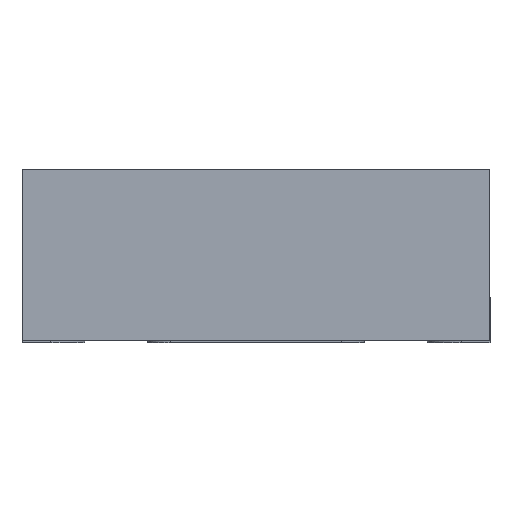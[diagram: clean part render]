
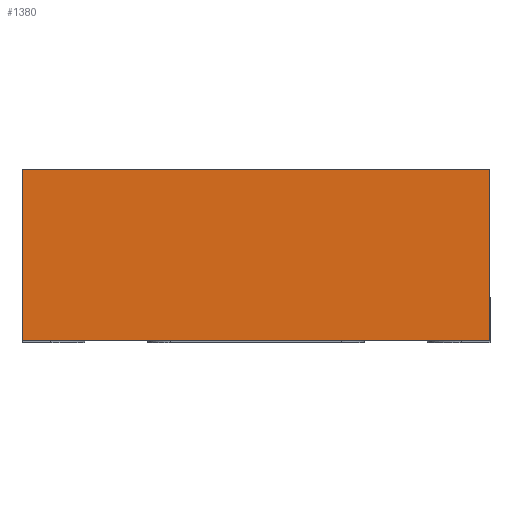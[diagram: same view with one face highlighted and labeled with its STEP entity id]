
A CAD part, front view. The second image highlights one B-rep face of the part: STEP entity #1380.
In plain terms, the highlighted planar face has unit normal (0, -1, 0).
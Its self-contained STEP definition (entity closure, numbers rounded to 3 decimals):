
#423 = VERTEX_POINT('',#424);
#424 = CARTESIAN_POINT('',(1.025,-1.025,0.01));
#430 = EDGE_CURVE('',#423,#431,#433,.T.);
#431 = VERTEX_POINT('',#432);
#432 = CARTESIAN_POINT('',(-1.025,-1.025,0.01));
#433 = LINE('',#434,#435);
#434 = CARTESIAN_POINT('',(0.,-1.025,0.01));
#435 = VECTOR('',#436,1.);
#436 = DIRECTION('',(-1.,0.,0.));
#1380 = ADVANCED_FACE('',(#1381),#1406,.F.);
#1381 = FACE_BOUND('',#1382,.T.);
#1382 = EDGE_LOOP('',(#1383,#1391,#1399,#1405));
#1383 = ORIENTED_EDGE('',*,*,#1384,.T.);
#1384 = EDGE_CURVE('',#423,#1385,#1387,.T.);
#1385 = VERTEX_POINT('',#1386);
#1386 = CARTESIAN_POINT('',(1.025,-1.025,0.76));
#1387 = LINE('',#1388,#1389);
#1388 = CARTESIAN_POINT('',(1.025,-1.025,0.385));
#1389 = VECTOR('',#1390,1.);
#1390 = DIRECTION('',(0.,0.,1.));
#1391 = ORIENTED_EDGE('',*,*,#1392,.F.);
#1392 = EDGE_CURVE('',#1393,#1385,#1395,.T.);
#1393 = VERTEX_POINT('',#1394);
#1394 = CARTESIAN_POINT('',(-1.025,-1.025,0.76));
#1395 = LINE('',#1396,#1397);
#1396 = CARTESIAN_POINT('',(0.,-1.025,0.76));
#1397 = VECTOR('',#1398,1.);
#1398 = DIRECTION('',(1.,0.,0.));
#1399 = ORIENTED_EDGE('',*,*,#1400,.T.);
#1400 = EDGE_CURVE('',#1393,#431,#1401,.T.);
#1401 = LINE('',#1402,#1403);
#1402 = CARTESIAN_POINT('',(-1.025,-1.025,0.385));
#1403 = VECTOR('',#1404,1.);
#1404 = DIRECTION('',(0.,0.,-1.));
#1405 = ORIENTED_EDGE('',*,*,#430,.F.);
#1406 = PLANE('',#1407);
#1407 = AXIS2_PLACEMENT_3D('',#1408,#1409,#1410);
#1408 = CARTESIAN_POINT('',(1.025,-1.025,0.01));
#1409 = DIRECTION('',(0.,1.,0.));
#1410 = DIRECTION('',(-1.,0.,0.));
